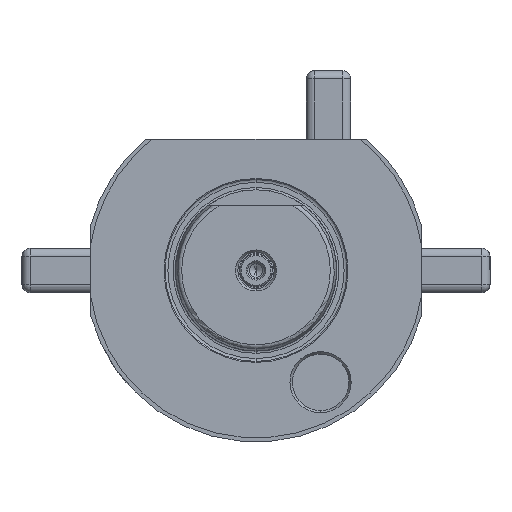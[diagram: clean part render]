
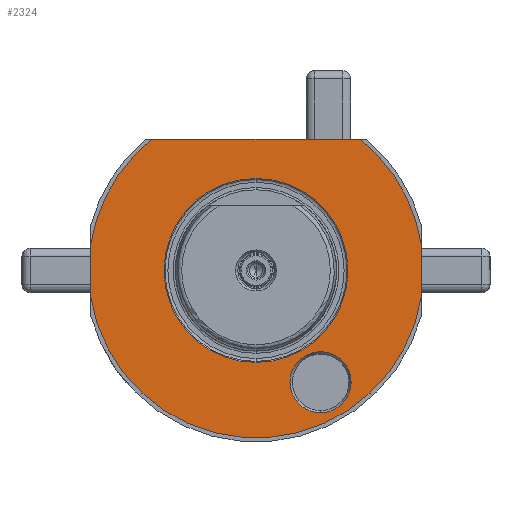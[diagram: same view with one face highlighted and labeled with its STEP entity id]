
A CAD part, left-side view. The second image highlights one B-rep face of the part: STEP entity #2324.
In plain terms, the highlighted planar face has unit normal (-1, 0, 0).
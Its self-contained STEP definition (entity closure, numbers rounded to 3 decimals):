
#5 = VERTEX_POINT ( 'NONE', #3808 ) ;
#345 = EDGE_CURVE ( 'NONE', #395, #6878, #2448, .T. ) ;
#395 = VERTEX_POINT ( 'NONE', #882 ) ;
#582 = ORIENTED_EDGE ( 'NONE', *, *, #8870, .T. ) ;
#785 = LINE ( 'NONE', #15090, #6774 ) ;
#882 = CARTESIAN_POINT ( 'NONE',  ( 63., -16., -20.135 ) ) ;
#1198 = CIRCLE ( 'NONE', #12414, 7.577 ) ;
#1275 = VECTOR ( 'NONE', #6924, 1000. ) ;
#1387 = EDGE_CURVE ( 'NONE', #5, #8321, #8033, .T. ) ;
#1534 = CARTESIAN_POINT ( 'NONE',  ( 63., -16., -27.713 ) ) ;
#1557 = CARTESIAN_POINT ( 'NONE',  ( 63., 0., -22.8 ) ) ;
#1648 = DIRECTION ( 'NONE',  ( -1., 0., 0. ) ) ;
#2324 = ADVANCED_FACE ( 'NONE', ( #9815, #6593, #4218 ), #6063, .F. ) ;
#2340 = EDGE_LOOP ( 'NONE', ( #3900, #11479 ) ) ;
#2387 = CARTESIAN_POINT ( 'NONE',  ( 63., 0., 0. ) ) ;
#2448 = CIRCLE ( 'NONE', #8247, 7.577 ) ;
#2582 = DIRECTION ( 'NONE',  ( 1., 0., 0. ) ) ;
#2597 = EDGE_CURVE ( 'NONE', #4166, #15106, #785, .T. ) ;
#2618 = DIRECTION ( 'NONE',  ( 0., 0., -1. ) ) ;
#2658 = CARTESIAN_POINT ( 'NONE',  ( 63., -41., -6.423 ) ) ;
#3262 = VERTEX_POINT ( 'NONE', #5047 ) ;
#3463 = DIRECTION ( 'NONE',  ( 0., -1., 0. ) ) ;
#3558 = DIRECTION ( 'NONE',  ( 1., 0., 0. ) ) ;
#3564 = ORIENTED_EDGE ( 'NONE', *, *, #14628, .T. ) ;
#3584 = ORIENTED_EDGE ( 'NONE', *, *, #345, .T. ) ;
#3592 = DIRECTION ( 'NONE',  ( 0., 0., 1. ) ) ;
#3808 = CARTESIAN_POINT ( 'NONE',  ( 63., 41., -6.423 ) ) ;
#3821 = CARTESIAN_POINT ( 'NONE',  ( 63., 25.807, 32.5 ) ) ;
#3900 = ORIENTED_EDGE ( 'NONE', *, *, #10052, .F. ) ;
#3923 = CARTESIAN_POINT ( 'NONE',  ( 63., 0., 0. ) ) ;
#4142 = CARTESIAN_POINT ( 'NONE',  ( 63., 0., 0. ) ) ;
#4166 = VERTEX_POINT ( 'NONE', #14232 ) ;
#4218 = FACE_BOUND ( 'NONE', #2340, .T. ) ;
#4382 = DIRECTION ( 'NONE',  ( -1., 0., 0. ) ) ;
#4530 = CIRCLE ( 'NONE', #14863, 22.8 ) ;
#5047 = CARTESIAN_POINT ( 'NONE',  ( 63., -25.807, 32.5 ) ) ;
#5068 = EDGE_CURVE ( 'NONE', #10612, #8435, #4530, .T. ) ;
#5085 = DIRECTION ( 'NONE',  ( 0., 0., 1. ) ) ;
#5149 = EDGE_LOOP ( 'NONE', ( #3584, #9468 ) ) ;
#5306 = DIRECTION ( 'NONE',  ( 0., 0., 1. ) ) ;
#5505 = CARTESIAN_POINT ( 'NONE',  ( 63., 41., 6.423 ) ) ;
#5868 = LINE ( 'NONE', #8194, #14647 ) ;
#6041 = CIRCLE ( 'NONE', #9269, 22.8 ) ;
#6063 = PLANE ( 'NONE',  #12134 ) ;
#6593 = FACE_OUTER_BOUND ( 'NONE', #7269, .T. ) ;
#6774 = VECTOR ( 'NONE', #15389, 1000. ) ;
#6878 = VERTEX_POINT ( 'NONE', #13054 ) ;
#6924 = DIRECTION ( 'NONE',  ( 0., 0., 1. ) ) ;
#7136 = DIRECTION ( 'NONE',  ( 1., 0., 0. ) ) ;
#7269 = EDGE_LOOP ( 'NONE', ( #582, #9008, #3564, #15107, #11071, #7275 ) ) ;
#7275 = ORIENTED_EDGE ( 'NONE', *, *, #2597, .F. ) ;
#7514 = CARTESIAN_POINT ( 'NONE',  ( 63., 0., 0. ) ) ;
#8033 = LINE ( 'NONE', #10601, #1275 ) ;
#8194 = CARTESIAN_POINT ( 'NONE',  ( 63., 27.386, 32.5 ) ) ;
#8247 = AXIS2_PLACEMENT_3D ( 'NONE', #1534, #3558, #9255 ) ;
#8321 = VERTEX_POINT ( 'NONE', #5505 ) ;
#8435 = VERTEX_POINT ( 'NONE', #9297 ) ;
#8813 = CARTESIAN_POINT ( 'NONE',  ( 63., 0., 0. ) ) ;
#8870 = EDGE_CURVE ( 'NONE', #4166, #3262, #9828, .T. ) ;
#9008 = ORIENTED_EDGE ( 'NONE', *, *, #9810, .F. ) ;
#9140 = AXIS2_PLACEMENT_3D ( 'NONE', #8813, #1648, #10045 ) ;
#9255 = DIRECTION ( 'NONE',  ( 0., 0., -1. ) ) ;
#9269 = AXIS2_PLACEMENT_3D ( 'NONE', #3923, #12228, #5085 ) ;
#9297 = CARTESIAN_POINT ( 'NONE',  ( 63., 0., 22.8 ) ) ;
#9430 = EDGE_CURVE ( 'NONE', #6878, #395, #1198, .T. ) ;
#9468 = ORIENTED_EDGE ( 'NONE', *, *, #9430, .T. ) ;
#9576 = EDGE_CURVE ( 'NONE', #5, #15106, #14456, .T. ) ;
#9731 = CARTESIAN_POINT ( 'NONE',  ( 63., -16., -27.713 ) ) ;
#9810 = EDGE_CURVE ( 'NONE', #15343, #3262, #5868, .T. ) ;
#9815 = FACE_BOUND ( 'NONE', #5149, .T. ) ;
#9828 = CIRCLE ( 'NONE', #13378, 41.5 ) ;
#10045 = DIRECTION ( 'NONE',  ( 0., 0., 1. ) ) ;
#10052 = EDGE_CURVE ( 'NONE', #8435, #10612, #6041, .T. ) ;
#10601 = CARTESIAN_POINT ( 'NONE',  ( 63., 41., -11.192 ) ) ;
#10612 = VERTEX_POINT ( 'NONE', #1557 ) ;
#10748 = DIRECTION ( 'NONE',  ( -1., 0., 0. ) ) ;
#10936 = DIRECTION ( 'NONE',  ( 0., 0., -1. ) ) ;
#11071 = ORIENTED_EDGE ( 'NONE', *, *, #9576, .T. ) ;
#11355 = AXIS2_PLACEMENT_3D ( 'NONE', #4142, #12439, #5306 ) ;
#11479 = ORIENTED_EDGE ( 'NONE', *, *, #5068, .F. ) ;
#11523 = CARTESIAN_POINT ( 'NONE',  ( 63., 0., 0. ) ) ;
#12134 = AXIS2_PLACEMENT_3D ( 'NONE', #7514, #7136, #2618 ) ;
#12228 = DIRECTION ( 'NONE',  ( -1., 0., 0. ) ) ;
#12414 = AXIS2_PLACEMENT_3D ( 'NONE', #9731, #2582, #10936 ) ;
#12439 = DIRECTION ( 'NONE',  ( -1., 0., 0. ) ) ;
#12680 = DIRECTION ( 'NONE',  ( 0., 0., 1. ) ) ;
#13054 = CARTESIAN_POINT ( 'NONE',  ( 63., -16., -35.29 ) ) ;
#13378 = AXIS2_PLACEMENT_3D ( 'NONE', #11523, #4382, #12680 ) ;
#13902 = CIRCLE ( 'NONE', #9140, 41.5 ) ;
#14232 = CARTESIAN_POINT ( 'NONE',  ( 63., -41., 6.423 ) ) ;
#14456 = CIRCLE ( 'NONE', #11355, 41.5 ) ;
#14628 = EDGE_CURVE ( 'NONE', #15343, #8321, #13902, .T. ) ;
#14647 = VECTOR ( 'NONE', #3463, 1000. ) ;
#14863 = AXIS2_PLACEMENT_3D ( 'NONE', #2387, #10748, #3592 ) ;
#15090 = CARTESIAN_POINT ( 'NONE',  ( 63., -41., -11.192 ) ) ;
#15106 = VERTEX_POINT ( 'NONE', #2658 ) ;
#15107 = ORIENTED_EDGE ( 'NONE', *, *, #1387, .F. ) ;
#15343 = VERTEX_POINT ( 'NONE', #3821 ) ;
#15389 = DIRECTION ( 'NONE',  ( 0., 0., -1. ) ) ;
